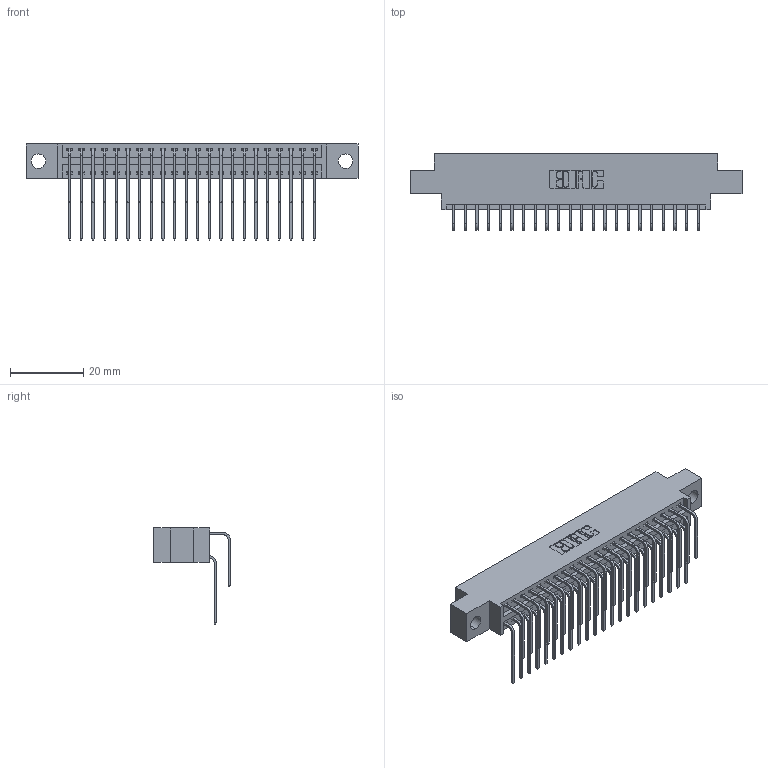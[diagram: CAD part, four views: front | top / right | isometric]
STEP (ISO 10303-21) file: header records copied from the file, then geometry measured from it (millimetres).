
FILE_DESCRIPTION (( 'STEP AP203' ), '1' );
FILE_NAME ('346-044-559-804.STEP', '2018-08-25T03:01:14', ( '' ), ( '' ), 'SwSTEP 2.0', 'SolidWorks 2016', '' );
FILE_SCHEMA (( 'CONFIG_CONTROL_DESIGN' ));
Length unit declared in the file: inch
Products named in the file (4): 346 Part_0.170 Offset - 0.156 Dia-TH; 345-292-001_558 559 Tail - 1; 345-292-001_559 Tail - 2; 346-044-559-804
Assembly tree (45 placements, depth 2):
  346-044-559-804
    346 Part_0.170 Offset - 0.156 Dia-TH
    345-292-001_558 559 Tail - 1  x22
    345-292-001_559 Tail - 2  x22
Bounding box: 90.42 x 20.89 x 26.16 mm (x, y, z)
Volume: 8673.5 mm3; surface area: 12818.6 mm2
Topology: 45 solids, 45 shells, 2502 faces, 7425 edges, 4890 vertices
Faces by surface type: plane 1708, cylinder 794
Entity records: 18969 total; most frequent: CARTESIAN_POINT 3207, ORIENTED_EDGE 3090, DIRECTION 2849, EDGE_CURVE 1545, VECTOR 1285, LINE 1285, VERTEX_POINT 1026, AXIS2_PLACEMENT_3D 782
